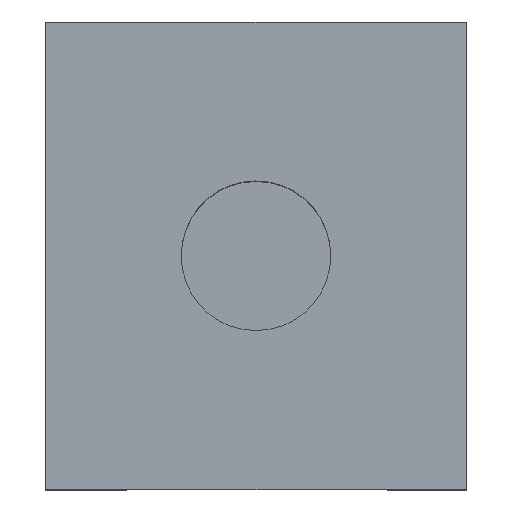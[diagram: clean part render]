
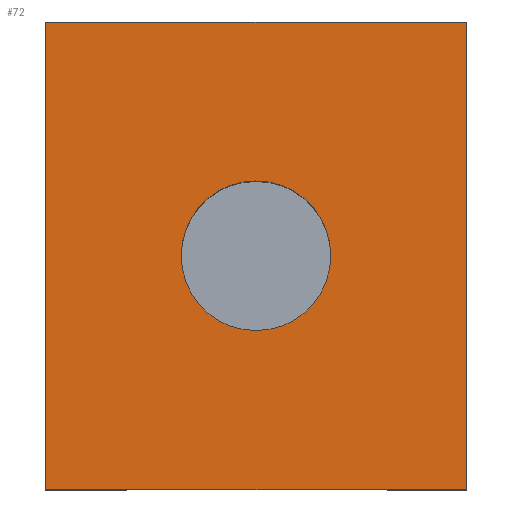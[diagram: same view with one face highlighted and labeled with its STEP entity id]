
A CAD part, top view. The second image highlights one B-rep face of the part: STEP entity #72.
In plain terms, the highlighted planar face has unit normal (0, 0, 1).
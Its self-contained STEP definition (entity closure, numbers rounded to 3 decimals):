
#72=ADVANCED_FACE('',(#117,#118),#97,.T.);
#97=PLANE('',#709);
#117=FACE_BOUND('',#145,.T.);
#118=FACE_BOUND('',#146,.T.);
#145=EDGE_LOOP('',(#240));
#146=EDGE_LOOP('',(#241,#242,#243,#244));
#240=ORIENTED_EDGE('',*,*,#382,.T.);
#241=ORIENTED_EDGE('',*,*,#379,.T.);
#242=ORIENTED_EDGE('',*,*,#348,.T.);
#243=ORIENTED_EDGE('',*,*,#381,.T.);
#244=ORIENTED_EDGE('',*,*,#358,.T.);
#304=VERTEX_POINT('',#943);
#305=VERTEX_POINT('',#945);
#311=VERTEX_POINT('',#961);
#312=VERTEX_POINT('',#963);
#323=VERTEX_POINT('',#1007);
#348=EDGE_CURVE('',#305,#304,#516,.T.);
#358=EDGE_CURVE('',#312,#311,#526,.T.);
#379=EDGE_CURVE('',#311,#305,#542,.T.);
#381=EDGE_CURVE('',#304,#312,#543,.T.);
#382=EDGE_CURVE('',#323,#323,#396,.T.);
#396=CIRCLE('',#708,1.6);
#516=LINE('',#944,#592);
#526=LINE('',#962,#602);
#542=LINE('',#1001,#618);
#543=LINE('',#1004,#619);
#592=VECTOR('',#779,1.);
#602=VECTOR('',#791,1.);
#618=VECTOR('',#831,1.);
#619=VECTOR('',#836,1.);
#708=AXIS2_PLACEMENT_3D('',#1006,#839,#840);
#709=AXIS2_PLACEMENT_3D('',#1008,#841,#842);
#779=DIRECTION('',(0.,1.,0.));
#791=DIRECTION('',(0.,-1.,0.));
#831=DIRECTION('',(1.,0.,0.));
#836=DIRECTION('',(-1.,0.,0.));
#839=DIRECTION('',(0.,0.,-1.));
#840=DIRECTION('',(-1.,0.,0.));
#841=DIRECTION('',(0.,0.,1.));
#842=DIRECTION('',(1.,0.,0.));
#943=CARTESIAN_POINT('',(-1.545,0.5,10.398));
#944=CARTESIAN_POINT('',(-1.545,-9.5,10.398));
#945=CARTESIAN_POINT('',(-1.545,-9.5,10.398));
#961=CARTESIAN_POINT('',(-10.545,-9.5,10.398));
#962=CARTESIAN_POINT('',(-10.545,0.5,10.398));
#963=CARTESIAN_POINT('',(-10.545,0.5,10.398));
#1001=CARTESIAN_POINT('',(-10.545,-9.5,10.398));
#1004=CARTESIAN_POINT('',(-1.545,0.5,10.398));
#1006=CARTESIAN_POINT('',(-6.045,-4.5,10.398));
#1007=CARTESIAN_POINT('',(-7.645,-4.5,10.398));
#1008=CARTESIAN_POINT('',(0.,0.,10.398));
